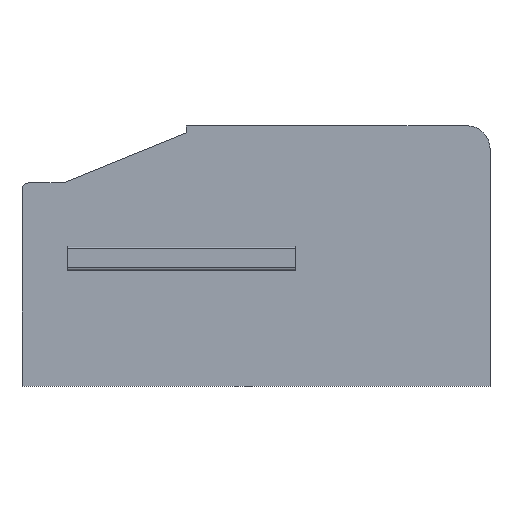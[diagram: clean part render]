
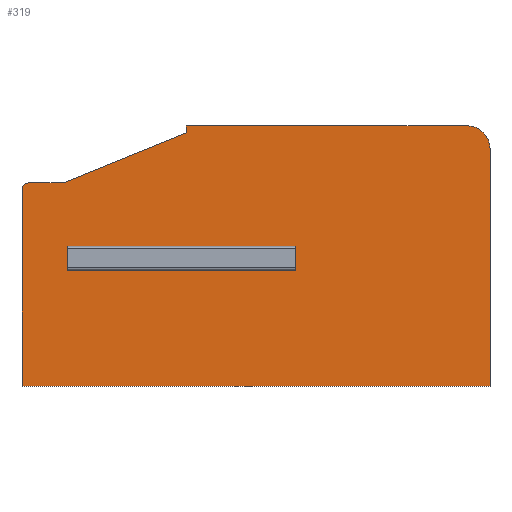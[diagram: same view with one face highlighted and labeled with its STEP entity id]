
A CAD part, left-side view. The second image highlights one B-rep face of the part: STEP entity #319.
In plain terms, the highlighted planar face has unit normal (-1, 0, 0).
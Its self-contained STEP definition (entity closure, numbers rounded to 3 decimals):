
#237=AXIS2_PLACEMENT_3D('Plane Axis2P3D',#234,#235,#236) ;
#241=AXIS2_PLACEMENT_3D('Circle Axis2P3D',#239,#240,$) ;
#278=AXIS2_PLACEMENT_3D('Circle Axis2P3D',#276,#277,$) ;
#119=CARTESIAN_POINT('Vertex',(0.6,8.5,5.35)) ;
#122=CARTESIAN_POINT('Line Origine',(0.6,8.5,5.6)) ;
#126=CARTESIAN_POINT('Vertex',(0.6,8.5,5.85)) ;
#148=CARTESIAN_POINT('Line Origine',(0.6,13.5,5.85)) ;
#152=CARTESIAN_POINT('Vertex',(0.6,18.5,5.85)) ;
#172=CARTESIAN_POINT('Line Origine',(0.6,18.5,5.6)) ;
#176=CARTESIAN_POINT('Vertex',(0.6,18.5,5.35)) ;
#222=CARTESIAN_POINT('Line Origine',(0.6,13.5,5.35)) ;
#234=CARTESIAN_POINT('Axis2P3D Location',(0.6,0.,0.)) ;
#239=CARTESIAN_POINT('Axis2P3D Location',(0.6,1.,10.4)) ;
#243=CARTESIAN_POINT('Vertex',(0.6,0.,10.4)) ;
#245=CARTESIAN_POINT('Vertex',(0.6,1.,11.4)) ;
#248=CARTESIAN_POINT('Line Origine',(0.6,7.15,11.4)) ;
#252=CARTESIAN_POINT('Vertex',(0.6,13.3,11.4)) ;
#255=CARTESIAN_POINT('Line Origine',(0.6,13.3,11.25)) ;
#259=CARTESIAN_POINT('Vertex',(0.6,13.3,11.1)) ;
#262=CARTESIAN_POINT('Line Origine',(0.6,16.,10.)) ;
#266=CARTESIAN_POINT('Vertex',(0.6,18.7,8.9)) ;
#269=CARTESIAN_POINT('Line Origine',(0.6,19.45,8.9)) ;
#273=CARTESIAN_POINT('Vertex',(0.6,20.2,8.9)) ;
#276=CARTESIAN_POINT('Axis2P3D Location',(0.6,20.2,8.6)) ;
#280=CARTESIAN_POINT('Vertex',(0.6,20.5,8.6)) ;
#283=CARTESIAN_POINT('Line Origine',(0.6,20.5,4.3)) ;
#287=CARTESIAN_POINT('Vertex',(0.6,20.5,0.)) ;
#290=CARTESIAN_POINT('Line Origine',(0.6,10.25,0.)) ;
#294=CARTESIAN_POINT('Vertex',(0.6,0.,0.)) ;
#297=CARTESIAN_POINT('Line Origine',(0.6,0.,5.2)) ;
#123=DIRECTION('Vector Direction',(0.,0.,1.)) ;
#149=DIRECTION('Vector Direction',(0.,1.,0.)) ;
#173=DIRECTION('Vector Direction',(0.,0.,1.)) ;
#223=DIRECTION('Vector Direction',(0.,1.,0.)) ;
#235=DIRECTION('Axis2P3D Direction',(-1.,0.,0.)) ;
#236=DIRECTION('Axis2P3D XDirection',(0.,0.,1.)) ;
#240=DIRECTION('Axis2P3D Direction',(-1.,0.,0.)) ;
#249=DIRECTION('Vector Direction',(0.,-1.,0.)) ;
#256=DIRECTION('Vector Direction',(0.,0.,1.)) ;
#263=DIRECTION('Vector Direction',(0.,-0.926,0.377)) ;
#270=DIRECTION('Vector Direction',(0.,-1.,0.)) ;
#277=DIRECTION('Axis2P3D Direction',(-1.,0.,0.)) ;
#284=DIRECTION('Vector Direction',(0.,0.,1.)) ;
#291=DIRECTION('Vector Direction',(0.,1.,0.)) ;
#298=DIRECTION('Vector Direction',(0.,0.,-1.)) ;
#124=VECTOR('Line Direction',#123,1.) ;
#150=VECTOR('Line Direction',#149,1.) ;
#174=VECTOR('Line Direction',#173,1.) ;
#224=VECTOR('Line Direction',#223,1.) ;
#250=VECTOR('Line Direction',#249,1.) ;
#257=VECTOR('Line Direction',#256,1.) ;
#264=VECTOR('Line Direction',#263,1.) ;
#271=VECTOR('Line Direction',#270,1.) ;
#285=VECTOR('Line Direction',#284,1.) ;
#292=VECTOR('Line Direction',#291,1.) ;
#299=VECTOR('Line Direction',#298,1.) ;
#303=ORIENTED_EDGE('',*,*,#247,.T.) ;
#304=ORIENTED_EDGE('',*,*,#254,.T.) ;
#305=ORIENTED_EDGE('',*,*,#261,.T.) ;
#306=ORIENTED_EDGE('',*,*,#268,.T.) ;
#307=ORIENTED_EDGE('',*,*,#275,.T.) ;
#308=ORIENTED_EDGE('',*,*,#282,.T.) ;
#309=ORIENTED_EDGE('',*,*,#289,.T.) ;
#310=ORIENTED_EDGE('',*,*,#296,.T.) ;
#311=ORIENTED_EDGE('',*,*,#301,.T.) ;
#314=ORIENTED_EDGE('',*,*,#128,.T.) ;
#315=ORIENTED_EDGE('',*,*,#226,.T.) ;
#316=ORIENTED_EDGE('',*,*,#178,.F.) ;
#317=ORIENTED_EDGE('',*,*,#154,.F.) ;
#318=FACE_BOUND('',#313,.T.) ;
#319=ADVANCED_FACE('Hauptkoerper',(#312,#318),#238,.T.) ;
#242=CIRCLE('generated circle',#241,1.) ;
#279=CIRCLE('generated circle',#278,0.3) ;
#128=EDGE_CURVE('',#127,#120,#125,.F.) ;
#154=EDGE_CURVE('',#127,#153,#151,.T.) ;
#178=EDGE_CURVE('',#153,#177,#175,.F.) ;
#226=EDGE_CURVE('',#120,#177,#225,.T.) ;
#247=EDGE_CURVE('',#244,#246,#242,.T.) ;
#254=EDGE_CURVE('',#246,#253,#251,.F.) ;
#261=EDGE_CURVE('',#253,#260,#258,.F.) ;
#268=EDGE_CURVE('',#260,#267,#265,.F.) ;
#275=EDGE_CURVE('',#267,#274,#272,.F.) ;
#282=EDGE_CURVE('',#274,#281,#279,.T.) ;
#289=EDGE_CURVE('',#281,#288,#286,.F.) ;
#296=EDGE_CURVE('',#288,#295,#293,.F.) ;
#301=EDGE_CURVE('',#295,#244,#300,.F.) ;
#302=EDGE_LOOP('',(#303,#304,#305,#306,#307,#308,#309,#310,#311)) ;
#313=EDGE_LOOP('',(#314,#315,#316,#317)) ;
#312=FACE_OUTER_BOUND('',#302,.T.) ;
#125=LINE('Line',#122,#124) ;
#151=LINE('Line',#148,#150) ;
#175=LINE('Line',#172,#174) ;
#225=LINE('Line',#222,#224) ;
#251=LINE('Line',#248,#250) ;
#258=LINE('Line',#255,#257) ;
#265=LINE('Line',#262,#264) ;
#272=LINE('Line',#269,#271) ;
#286=LINE('Line',#283,#285) ;
#293=LINE('Line',#290,#292) ;
#300=LINE('Line',#297,#299) ;
#238=PLANE('',#237) ;
#120=VERTEX_POINT('',#119) ;
#127=VERTEX_POINT('',#126) ;
#153=VERTEX_POINT('',#152) ;
#177=VERTEX_POINT('',#176) ;
#244=VERTEX_POINT('',#243) ;
#246=VERTEX_POINT('',#245) ;
#253=VERTEX_POINT('',#252) ;
#260=VERTEX_POINT('',#259) ;
#267=VERTEX_POINT('',#266) ;
#274=VERTEX_POINT('',#273) ;
#281=VERTEX_POINT('',#280) ;
#288=VERTEX_POINT('',#287) ;
#295=VERTEX_POINT('',#294) ;
